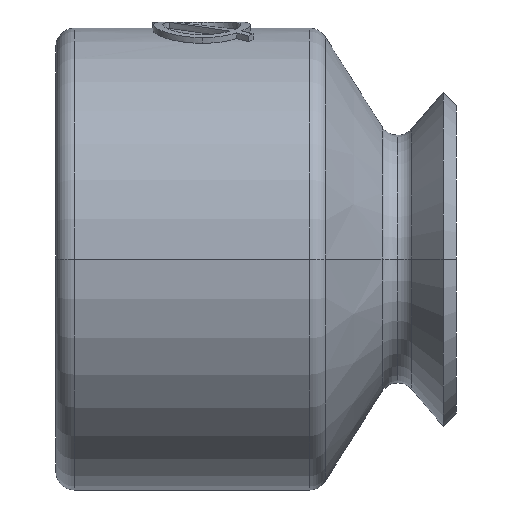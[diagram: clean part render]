
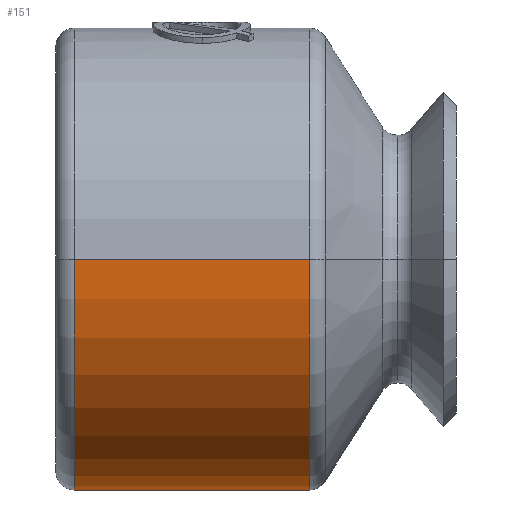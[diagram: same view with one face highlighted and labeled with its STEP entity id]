
A CAD part, left-side view. The second image highlights one B-rep face of the part: STEP entity #151.
In plain terms, the highlighted cylindrical face has radius 3.75 mm (diameter 7.5 mm), a partial arc.
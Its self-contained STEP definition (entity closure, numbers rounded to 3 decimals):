
#151=ADVANCED_FACE('',(#342),#343,.T.);
#342=FACE_OUTER_BOUND('',#569,.T.);
#343=CYLINDRICAL_SURFACE('',#570,3.75);
#569=EDGE_LOOP('',(#3194,#3195,#3196,#3197));
#570=AXIS2_PLACEMENT_3D('',#3198,#3199,#3200);
#3194=ORIENTED_EDGE('',*,*,#3524,.F.);
#3195=ORIENTED_EDGE('',*,*,#3589,.T.);
#3196=ORIENTED_EDGE('',*,*,#3525,.T.);
#3197=ORIENTED_EDGE('',*,*,#3591,.F.);
#3198=CARTESIAN_POINT('',(0.0,0.0,0.0));
#3199=DIRECTION('',(0.,1.0,0.0));
#3200=DIRECTION('',(-1.0,0.,0.0));
#3524=EDGE_CURVE('',#3803,#3742,#3805,.T.);
#3525=EDGE_CURVE('',#3802,#3741,#3806,.T.);
#3589=EDGE_CURVE('',#3803,#3802,#3890,.T.);
#3591=EDGE_CURVE('',#3742,#3741,#3892,.T.);
#3741=VERTEX_POINT('',#4086);
#3742=VERTEX_POINT('',#4087);
#3802=VERTEX_POINT('',#4422);
#3803=VERTEX_POINT('',#4423);
#3805=LINE('',#4425,#4426);
#3806=LINE('',#4427,#4428);
#3890=CIRCLE('',#4524,3.75);
#3892=CIRCLE('',#4526,3.75);
#4086=CARTESIAN_POINT('',(-3.75,-0.3,0.0));
#4087=CARTESIAN_POINT('',(3.75,-0.3,0.));
#4422=CARTESIAN_POINT('',(-3.75,-4.12,0.0));
#4423=CARTESIAN_POINT('',(3.75,-4.12,0.));
#4425=CARTESIAN_POINT('',(3.75,0.,0.));
#4426=VECTOR('',#5443,1000.0);
#4427=CARTESIAN_POINT('',(-3.75,0.,0.0));
#4428=VECTOR('',#5444,1000.0);
#4524=AXIS2_PLACEMENT_3D('',#5544,#5545,#5546);
#4526=AXIS2_PLACEMENT_3D('',#5547,#5548,#5549);
#5443=DIRECTION('',(0.,1.0,0.0));
#5444=DIRECTION('',(0.,1.0,0.0));
#5544=CARTESIAN_POINT('',(0.,-4.12,0.0));
#5545=DIRECTION('',(0.,1.0,0.0));
#5546=DIRECTION('',(-1.0,0.,0.0));
#5547=CARTESIAN_POINT('',(0.,-0.3,0.0));
#5548=DIRECTION('',(0.,1.0,0.0));
#5549=DIRECTION('',(-1.0,0.,0.0));
